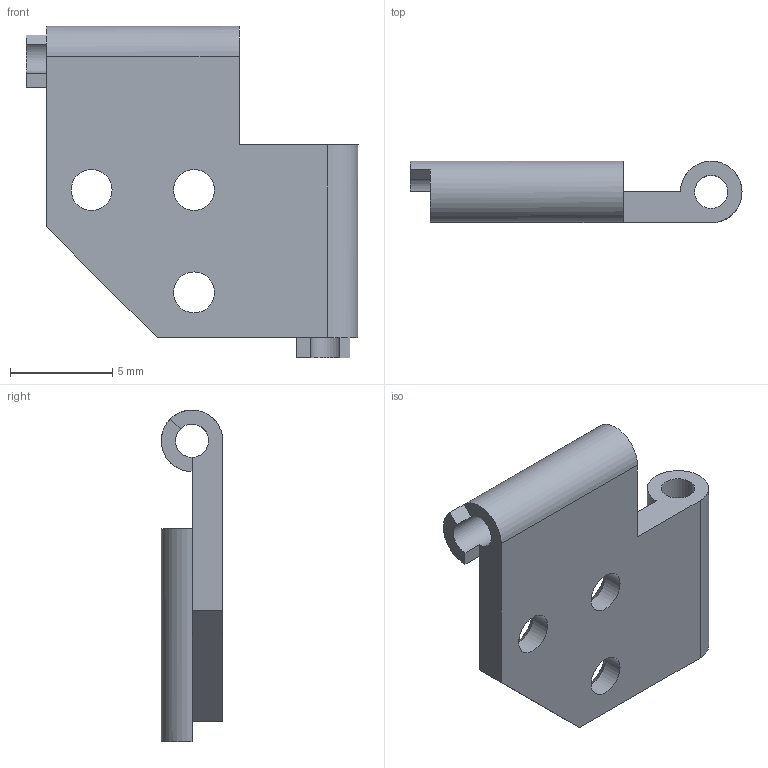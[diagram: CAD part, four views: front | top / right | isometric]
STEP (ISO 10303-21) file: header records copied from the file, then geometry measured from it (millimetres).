
FILE_DESCRIPTION(/* description */ (''),/* implementation_level */ '2;1');
FILE_NAME(/* name */ 'HINGE1 v2.step',/* time_stamp */ '2018-08-17T13:53:30+02:00',/* author */ ('06julianf'),/* organization */ (''),/* preprocessor_version */ 'ST-DEVELOPER v17',/* originating_system */ 'Autodesk Translation Framework v7.1.0.215',/* authorisation */ '');
FILE_SCHEMA (('AUTOMOTIVE_DESIGN { 1 0 10303 214 3 1 1 }'));
Length unit declared in the file: millimetre
Products named in the file (1): HINGE1
Bounding box: 16.2 x 3 x 16.2 mm (x, y, z)
Volume: 279.6 mm3; surface area: 590.6 mm2
Topology: 1 solids, 1 shells, 26 faces, 71 edges, 45 vertices
Faces by surface type: plane 16, cylinder 7, cone 3
Full cylindrical faces by diameter (mm): 1.623 x2, 2 x3
Entity records: 873 total; most frequent: DIRECTION 146, CARTESIAN_POINT 143, ORIENTED_EDGE 142, EDGE_CURVE 71, LINE 50, VECTOR 50, AXIS2_PLACEMENT_3D 48, VERTEX_POINT 45
